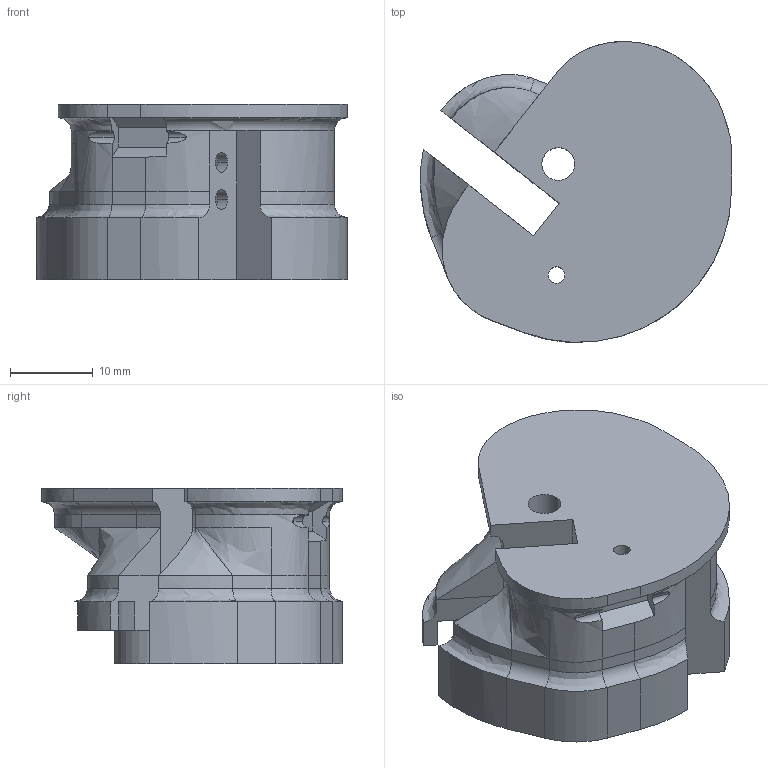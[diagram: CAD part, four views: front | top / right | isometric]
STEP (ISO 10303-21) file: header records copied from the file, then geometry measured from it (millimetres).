
FILE_DESCRIPTION (( 'STEP AP214' ), '1' );
FILE_NAME ('cam-transmission.STEP', '2025-10-27T02:10:01', ( '' ), ( '' ), 'SwSTEP 2.0', 'SolidWorks 2025', '' );
FILE_SCHEMA (( 'AUTOMOTIVE_DESIGN' ));
Length unit declared in the file: millimetre
Products named in the file (1): cam-transmission
Bounding box: 37.59 x 36.37 x 21.17 mm (x, y, z)
Volume: 11624.2 mm3; surface area: 6678.6 mm2
Topology: 4 solids, 4 shells, 138 faces, 360 edges, 230 vertices
Faces by surface type: plane 63, cylinder 46, bspline 26, cone 2, torus 1
Entity records: 6163 total; most frequent: CARTESIAN_POINT 2864, ORIENTED_EDGE 720, DIRECTION 603, EDGE_CURVE 360, VERTEX_POINT 230, VECTOR 209, LINE 209, AXIS2_PLACEMENT_3D 197
